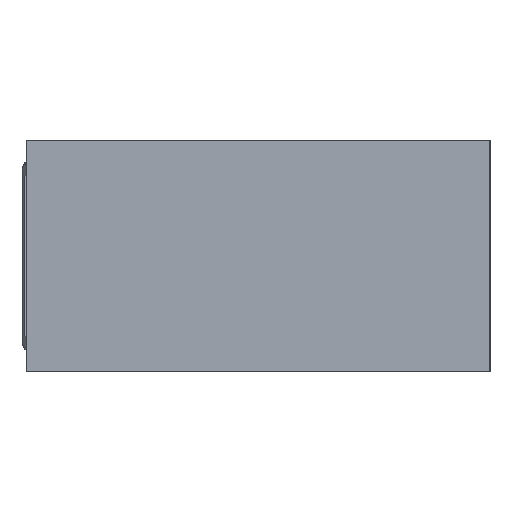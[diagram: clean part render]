
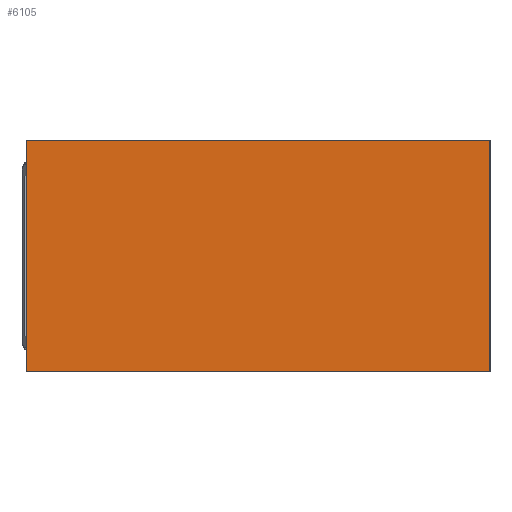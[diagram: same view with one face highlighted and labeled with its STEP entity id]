
A CAD part, left-side view. The second image highlights one B-rep face of the part: STEP entity #6105.
In plain terms, the highlighted planar face has unit normal (-1, 0, 0).
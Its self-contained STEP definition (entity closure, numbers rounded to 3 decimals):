
#4131=FACE_OUTER_BOUND('',#4434,.F.);
#4434=EDGE_LOOP('',(#4804,#4805,#4806,#4807));
#4804=ORIENTED_EDGE('',*,*,#9084,.F.);
#4805=ORIENTED_EDGE('',*,*,#9085,.F.);
#4806=ORIENTED_EDGE('',*,*,#9086,.F.);
#4807=ORIENTED_EDGE('',*,*,#9087,.F.);
#6105=ADVANCED_FACE('',(#4131),#6372,.T.);
#6372=PLANE('',#15534);
#6888=LINE('',#20759,#7982);
#6889=LINE('',#20760,#7983);
#6890=LINE('',#20761,#7984);
#6891=LINE('',#20762,#7985);
#7982=VECTOR('',#16950,16.);
#7983=VECTOR('',#16951,32.);
#7984=VECTOR('',#16952,16.);
#7985=VECTOR('',#16953,32.);
#9084=EDGE_CURVE('',#10469,#10468,#6888,.T.);
#9085=EDGE_CURVE('',#10467,#10469,#6889,.T.);
#9086=EDGE_CURVE('',#10466,#10467,#6890,.T.);
#9087=EDGE_CURVE('',#10468,#10466,#6891,.T.);
#10466=VERTEX_POINT('',#20755);
#10467=VERTEX_POINT('',#20756);
#10468=VERTEX_POINT('',#20757);
#10469=VERTEX_POINT('',#20758);
#15534=AXIS2_PLACEMENT_3D('',#20763,#16954,#16955);
#16950=DIRECTION('',(0.,0.,-1.));
#16951=DIRECTION('',(0.,1.,0.));
#16952=DIRECTION('',(0.,0.,1.));
#16953=DIRECTION('',(0.,-1.,0.));
#16954=DIRECTION('',(-1.,0.,0.));
#16955=DIRECTION('',(0.,0.,1.));
#20755=CARTESIAN_POINT('',(0.,-16.,-8.));
#20756=CARTESIAN_POINT('',(0.,-16.,8.));
#20757=CARTESIAN_POINT('',(0.,16.,-8.));
#20758=CARTESIAN_POINT('',(0.,16.,8.));
#20759=CARTESIAN_POINT('',(0.,16.,8.));
#20760=CARTESIAN_POINT('',(0.,-16.,8.));
#20761=CARTESIAN_POINT('',(0.,-16.,-8.));
#20762=CARTESIAN_POINT('',(0.,16.,-8.));
#20763=CARTESIAN_POINT('',(0.,-17.6,-9.6));
